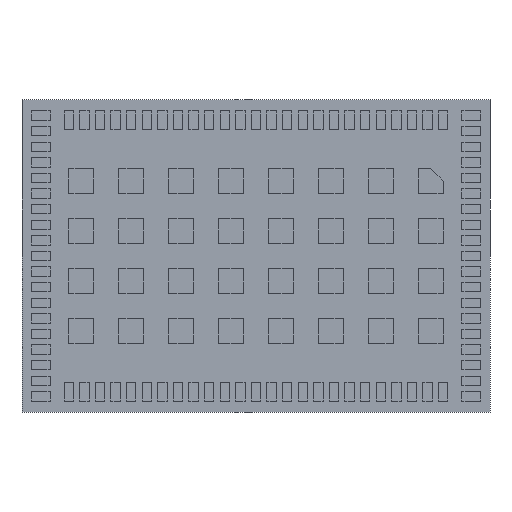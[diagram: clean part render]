
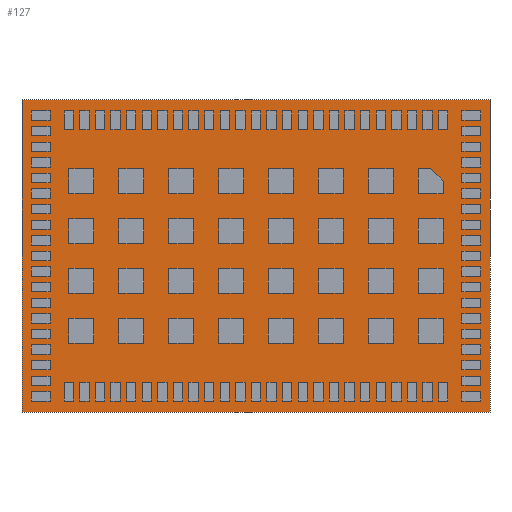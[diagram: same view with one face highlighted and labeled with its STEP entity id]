
A CAD part, front view. The second image highlights one B-rep face of the part: STEP entity #127.
In plain terms, the highlighted planar face has unit normal (0, -1, 0).
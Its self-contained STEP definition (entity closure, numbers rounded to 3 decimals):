
#35 = DIRECTION ( 'NONE',  ( 0., 0., 1. ) ) ;
#127 = ADVANCED_FACE ( 'NONE', ( #1315 ), #7821, .T. ) ;
#530 = ORIENTED_EDGE ( 'NONE', *, *, #11674, .F. ) ;
#1037 = LINE ( 'NONE', #7530, #4729 ) ;
#1207 = AXIS2_PLACEMENT_3D ( 'NONE', #14325, #20838, #6212 ) ;
#1217 = VECTOR ( 'NONE', #13851, 1000. ) ;
#1315 = FACE_OUTER_BOUND ( 'NONE', #8039, .T. ) ;
#1846 = DIRECTION ( 'NONE',  ( 0., 0., -1. ) ) ;
#2146 = VECTOR ( 'NONE', #1846, 1000. ) ;
#4729 = VECTOR ( 'NONE', #14045, 1000. ) ;
#4780 = CARTESIAN_POINT ( 'NONE',  ( -7.5, 0.05, 5. ) ) ;
#6212 = DIRECTION ( 'NONE',  ( 0., 0., -1. ) ) ;
#6738 = EDGE_CURVE ( 'NONE', #12818, #7411, #8145, .T. ) ;
#7341 = CARTESIAN_POINT ( 'NONE',  ( -7.5, 0.05, 5. ) ) ;
#7411 = VERTEX_POINT ( 'NONE', #4780 ) ;
#7530 = CARTESIAN_POINT ( 'NONE',  ( -7.5, 0.05, -5. ) ) ;
#7807 = CARTESIAN_POINT ( 'NONE',  ( 7.5, 0.05, -5. ) ) ;
#7821 = PLANE ( 'NONE',  #1207 ) ;
#7924 = EDGE_CURVE ( 'NONE', #17669, #9139, #9955, .T. ) ;
#8039 = EDGE_LOOP ( 'NONE', ( #13811, #530, #8459, #8122 ) ) ;
#8122 = ORIENTED_EDGE ( 'NONE', *, *, #19161, .F. ) ;
#8145 = LINE ( 'NONE', #14646, #20538 ) ;
#8459 = ORIENTED_EDGE ( 'NONE', *, *, #6738, .F. ) ;
#9139 = VERTEX_POINT ( 'NONE', #7807 ) ;
#9498 = CARTESIAN_POINT ( 'NONE',  ( -7.5, 0.05, -5. ) ) ;
#9955 = LINE ( 'NONE', #16448, #2146 ) ;
#11674 = EDGE_CURVE ( 'NONE', #7411, #17669, #12042, .T. ) ;
#12042 = LINE ( 'NONE', #7341, #1217 ) ;
#12818 = VERTEX_POINT ( 'NONE', #9498 ) ;
#13811 = ORIENTED_EDGE ( 'NONE', *, *, #7924, .F. ) ;
#13851 = DIRECTION ( 'NONE',  ( 1., 0., 0. ) ) ;
#14045 = DIRECTION ( 'NONE',  ( -1., 0., 0. ) ) ;
#14325 = CARTESIAN_POINT ( 'NONE',  ( 0., 0.05, 0. ) ) ;
#14646 = CARTESIAN_POINT ( 'NONE',  ( -7.5, 0.05, 5. ) ) ;
#16448 = CARTESIAN_POINT ( 'NONE',  ( 7.5, 0.05, 5. ) ) ;
#17669 = VERTEX_POINT ( 'NONE', #20027 ) ;
#19161 = EDGE_CURVE ( 'NONE', #9139, #12818, #1037, .T. ) ;
#20027 = CARTESIAN_POINT ( 'NONE',  ( 7.5, 0.05, 5. ) ) ;
#20538 = VECTOR ( 'NONE', #35, 1000. ) ;
#20838 = DIRECTION ( 'NONE',  ( 0., -1., 0. ) ) ;
